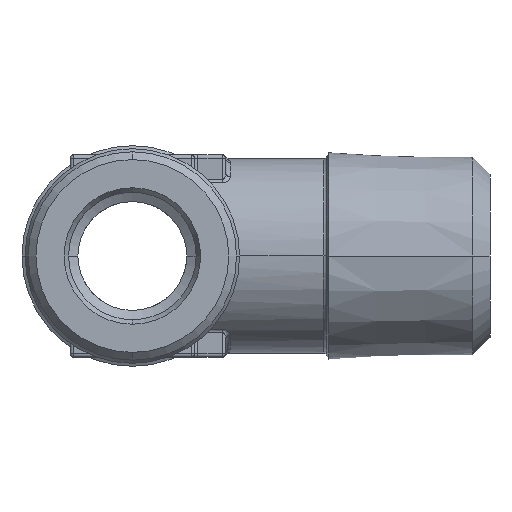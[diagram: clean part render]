
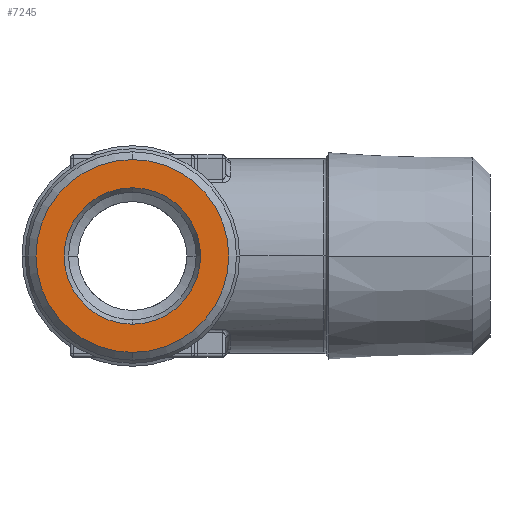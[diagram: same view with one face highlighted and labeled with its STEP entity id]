
A CAD part, left-side view. The second image highlights one B-rep face of the part: STEP entity #7245.
In plain terms, the highlighted planar face has unit normal (-1, 0, 0).
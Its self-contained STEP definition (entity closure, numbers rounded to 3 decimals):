
#2473=CARTESIAN_POINT('',(-27.7,0.,0.));
#2474=DIRECTION('',(1.,0.,0.));
#2475=DIRECTION('',(0.,0.,-1.));
#2476=AXIS2_PLACEMENT_3D('',#2473,#2474,#2475);
#2478=CARTESIAN_POINT('',(-27.7,0.,0.));
#2479=DIRECTION('',(-1.,0.,0.));
#2480=DIRECTION('',(0.,0.,-1.));
#2481=AXIS2_PLACEMENT_3D('',#2478,#2479,#2480);
#2483=CARTESIAN_POINT('',(-27.7,0.,0.));
#2484=DIRECTION('',(-1.,0.,0.));
#2485=DIRECTION('',(0.,0.,-1.));
#2486=AXIS2_PLACEMENT_3D('',#2483,#2484,#2485);
#2496=CARTESIAN_POINT('',(-27.7,0.,0.));
#2497=DIRECTION('',(1.,0.,0.));
#2498=DIRECTION('',(0.,0.,-1.));
#2499=AXIS2_PLACEMENT_3D('',#2496,#2497,#2498);
#2929=CARTESIAN_POINT('',(-27.7,0.,-4.389));
#2931=VERTEX_POINT('',#2929);
#2932=CARTESIAN_POINT('',(-27.7,0.,-6.2));
#2934=VERTEX_POINT('',#2932);
#2939=CARTESIAN_POINT('',(-27.7,0.,4.389));
#2941=VERTEX_POINT('',#2939);
#2942=CARTESIAN_POINT('',(-27.7,0.,6.2));
#2944=VERTEX_POINT('',#2942);
#7230=CARTESIAN_POINT('',(-27.7,0.,0.));
#7231=DIRECTION('',(-1.,0.,0.));
#7232=DIRECTION('',(0.,0.,1.));
#7233=AXIS2_PLACEMENT_3D('',#7230,#7231,#7232);
#7234=PLANE('',#7233);
#7236=ORIENTED_EDGE('',*,*,#7235,.F.);
#7238=ORIENTED_EDGE('',*,*,#7237,.T.);
#7239=EDGE_LOOP('',(#7236,#7238));
#7240=FACE_OUTER_BOUND('',#7239,.F.);
#7241=ORIENTED_EDGE('',*,*,#7209,.F.);
#7242=ORIENTED_EDGE('',*,*,#7225,.T.);
#7243=EDGE_LOOP('',(#7241,#7242));
#7244=FACE_BOUND('',#7243,.F.);
#7245=ADVANCED_FACE('',(#7240,#7244),#7234,.T.);
#2477=CIRCLE('',#2476,4.389);
#2482=CIRCLE('',#2481,4.389);
#2487=CIRCLE('',#2486,6.2);
#2500=CIRCLE('',#2499,6.2);
#7209=EDGE_CURVE('',#2931,#2941,#2477,.T.);
#7225=EDGE_CURVE('',#2931,#2941,#2482,.T.);
#7235=EDGE_CURVE('',#2934,#2944,#2487,.T.);
#7237=EDGE_CURVE('',#2934,#2944,#2500,.T.);
